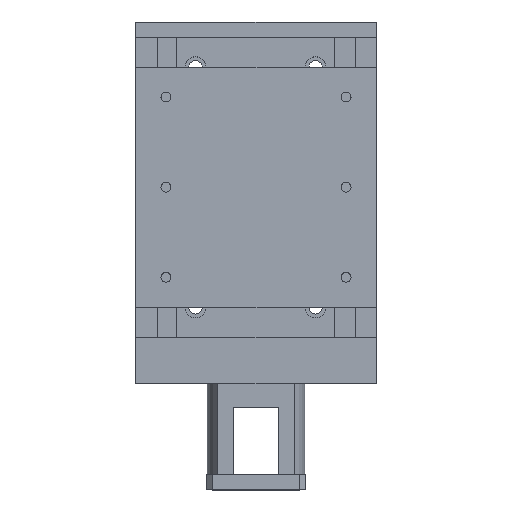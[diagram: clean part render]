
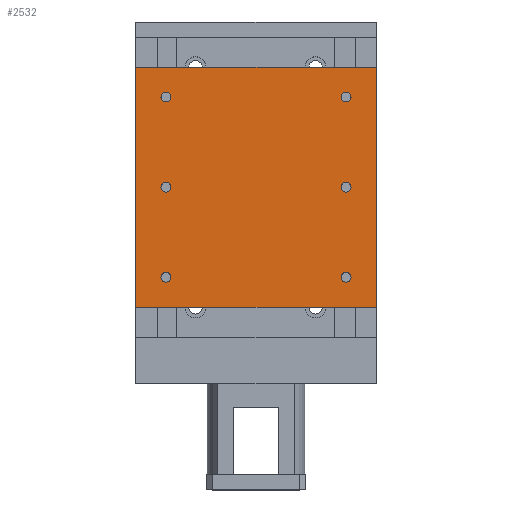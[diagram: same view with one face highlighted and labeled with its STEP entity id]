
A CAD part, top view. The second image highlights one B-rep face of the part: STEP entity #2532.
In plain terms, the highlighted planar face has unit normal (0, 0, 1).
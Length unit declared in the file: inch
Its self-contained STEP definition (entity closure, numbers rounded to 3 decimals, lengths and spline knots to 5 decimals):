
#1818=CARTESIAN_POINT('',(-1.418,-1.5,0.45538));
#1819=VERTEX_POINT('',#1818);
#1835=CARTESIAN_POINT('',(-1.582,-1.5,0.45538));
#1836=VERTEX_POINT('',#1835);
#1843=CARTESIAN_POINT('',(-1.5,-1.5,0.45538));
#1844=DIRECTION('',(0.0,0.0,-1.0));
#1845=DIRECTION('',(1.0,0.0,0.0));
#1846=AXIS2_PLACEMENT_3D('',#1843,#1844,#1845);
#1847=CIRCLE('',#1846,0.082);
#1848=EDGE_CURVE('',#1819,#1836,#1847,.T.);
#1881=CARTESIAN_POINT('',(1.582,1.5,0.45538));
#1882=VERTEX_POINT('',#1881);
#1898=CARTESIAN_POINT('',(1.418,1.5,0.45538));
#1899=VERTEX_POINT('',#1898);
#1906=CARTESIAN_POINT('',(1.5,1.5,0.45538));
#1907=DIRECTION('',(0.0,0.0,-1.0));
#1908=DIRECTION('',(1.0,0.0,0.0));
#1909=AXIS2_PLACEMENT_3D('',#1906,#1907,#1908);
#1910=CIRCLE('',#1909,0.082);
#1911=EDGE_CURVE('',#1882,#1899,#1910,.T.);
#1944=CARTESIAN_POINT('',(1.582,-1.5,0.45538));
#1945=VERTEX_POINT('',#1944);
#1961=CARTESIAN_POINT('',(1.418,-1.5,0.45538));
#1962=VERTEX_POINT('',#1961);
#1969=CARTESIAN_POINT('',(1.5,-1.5,0.45538));
#1970=DIRECTION('',(0.0,0.0,-1.0));
#1971=DIRECTION('',(1.0,0.0,0.0));
#1972=AXIS2_PLACEMENT_3D('',#1969,#1970,#1971);
#1973=CIRCLE('',#1972,0.082);
#1974=EDGE_CURVE('',#1945,#1962,#1973,.T.);
#2007=CARTESIAN_POINT('',(-1.418,0.0,0.45538));
#2008=VERTEX_POINT('',#2007);
#2024=CARTESIAN_POINT('',(-1.582,0.,0.45538));
#2025=VERTEX_POINT('',#2024);
#2032=CARTESIAN_POINT('',(-1.5,0.0,0.45538));
#2033=DIRECTION('',(0.0,0.0,-1.0));
#2034=DIRECTION('',(1.0,0.0,0.0));
#2035=AXIS2_PLACEMENT_3D('',#2032,#2033,#2034);
#2036=CIRCLE('',#2035,0.082);
#2037=EDGE_CURVE('',#2008,#2025,#2036,.T.);
#2070=CARTESIAN_POINT('',(1.582,0.0,0.45538));
#2071=VERTEX_POINT('',#2070);
#2087=CARTESIAN_POINT('',(1.418,0.,0.45538));
#2088=VERTEX_POINT('',#2087);
#2095=CARTESIAN_POINT('',(1.5,0.0,0.45538));
#2096=DIRECTION('',(0.0,0.0,-1.0));
#2097=DIRECTION('',(1.0,0.0,0.0));
#2098=AXIS2_PLACEMENT_3D('',#2095,#2096,#2097);
#2099=CIRCLE('',#2098,0.082);
#2100=EDGE_CURVE('',#2071,#2088,#2099,.T.);
#2133=CARTESIAN_POINT('',(-1.418,1.5,0.45538));
#2134=VERTEX_POINT('',#2133);
#2150=CARTESIAN_POINT('',(-1.582,1.5,0.45538));
#2151=VERTEX_POINT('',#2150);
#2158=CARTESIAN_POINT('',(-1.5,1.5,0.45538));
#2159=DIRECTION('',(0.0,0.0,-1.0));
#2160=DIRECTION('',(1.0,0.0,0.0));
#2161=AXIS2_PLACEMENT_3D('',#2158,#2159,#2160);
#2162=CIRCLE('',#2161,0.082);
#2163=EDGE_CURVE('',#2134,#2151,#2162,.T.);
#2195=CARTESIAN_POINT('',(-1.5,1.5,0.45538));
#2196=DIRECTION('',(0.0,0.0,-1.0));
#2197=DIRECTION('',(1.0,0.0,0.0));
#2198=AXIS2_PLACEMENT_3D('',#2195,#2196,#2197);
#2199=CIRCLE('',#2198,0.082);
#2200=EDGE_CURVE('',#2151,#2134,#2199,.T.);
#2240=CARTESIAN_POINT('',(1.5,0.0,0.45538));
#2241=DIRECTION('',(0.0,0.0,-1.0));
#2242=DIRECTION('',(1.0,0.0,0.0));
#2243=AXIS2_PLACEMENT_3D('',#2240,#2241,#2242);
#2244=CIRCLE('',#2243,0.082);
#2245=EDGE_CURVE('',#2088,#2071,#2244,.T.);
#2285=CARTESIAN_POINT('',(-1.5,0.0,0.45538));
#2286=DIRECTION('',(0.0,0.0,-1.0));
#2287=DIRECTION('',(1.0,0.0,0.0));
#2288=AXIS2_PLACEMENT_3D('',#2285,#2286,#2287);
#2289=CIRCLE('',#2288,0.082);
#2290=EDGE_CURVE('',#2025,#2008,#2289,.T.);
#2330=CARTESIAN_POINT('',(1.5,-1.5,0.45538));
#2331=DIRECTION('',(0.0,0.0,-1.0));
#2332=DIRECTION('',(1.0,0.0,0.0));
#2333=AXIS2_PLACEMENT_3D('',#2330,#2331,#2332);
#2334=CIRCLE('',#2333,0.082);
#2335=EDGE_CURVE('',#1962,#1945,#2334,.T.);
#2375=CARTESIAN_POINT('',(1.5,1.5,0.45538));
#2376=DIRECTION('',(0.0,0.0,-1.0));
#2377=DIRECTION('',(1.0,0.0,0.0));
#2378=AXIS2_PLACEMENT_3D('',#2375,#2376,#2377);
#2379=CIRCLE('',#2378,0.082);
#2380=EDGE_CURVE('',#1899,#1882,#2379,.T.);
#2420=CARTESIAN_POINT('',(-1.5,-1.5,0.45538));
#2421=DIRECTION('',(0.0,0.0,-1.0));
#2422=DIRECTION('',(1.0,0.0,0.0));
#2423=AXIS2_PLACEMENT_3D('',#2420,#2421,#2422);
#2424=CIRCLE('',#2423,0.082);
#2425=EDGE_CURVE('',#1836,#1819,#2424,.T.);
#2445=CARTESIAN_POINT('',(2.0,2.0,0.45538));
#2446=VERTEX_POINT('',#2445);
#2453=CARTESIAN_POINT('',(2.0,-2.0,0.45538));
#2454=VERTEX_POINT('',#2453);
#2455=CARTESIAN_POINT('',(2.0,-2.0,0.45538));
#2456=DIRECTION('',(0.0,1.0,0.0));
#2457=VECTOR('',#2456,4.0);
#2458=LINE('',#2455,#2457);
#2459=EDGE_CURVE('',#2454,#2446,#2458,.T.);
#2478=CARTESIAN_POINT('',(2.0,-2.0,0.45538));
#2479=DIRECTION('',(0.0,0.0,1.0));
#2480=DIRECTION('',(1.0,0.0,0.0));
#2481=AXIS2_PLACEMENT_3D('',#2478,#2479,#2480);
#2482=PLANE('',#2481);
#2483=CARTESIAN_POINT('',(-2.0,2.0,0.45538));
#2484=VERTEX_POINT('',#2483);
#2485=CARTESIAN_POINT('',(2.0,2.0,0.45538));
#2486=DIRECTION('',(-1.0,0.0,0.0));
#2487=VECTOR('',#2486,4.0);
#2488=LINE('',#2485,#2487);
#2489=EDGE_CURVE('',#2446,#2484,#2488,.T.);
#2490=ORIENTED_EDGE('',*,*,#2489,.T.);
#2491=CARTESIAN_POINT('',(-2.0,-2.0,0.45538));
#2492=VERTEX_POINT('',#2491);
#2493=CARTESIAN_POINT('',(-2.0,-2.0,0.45538));
#2494=DIRECTION('',(0.0,1.0,0.0));
#2495=VECTOR('',#2494,4.0);
#2496=LINE('',#2493,#2495);
#2497=EDGE_CURVE('',#2492,#2484,#2496,.T.);
#2498=ORIENTED_EDGE('',*,*,#2497,.F.);
#2499=CARTESIAN_POINT('',(2.0,-2.0,0.45538));
#2500=DIRECTION('',(-1.0,0.0,0.0));
#2501=VECTOR('',#2500,4.0);
#2502=LINE('',#2499,#2501);
#2503=EDGE_CURVE('',#2454,#2492,#2502,.T.);
#2504=ORIENTED_EDGE('',*,*,#2503,.F.);
#2505=ORIENTED_EDGE('',*,*,#2459,.T.);
#2506=EDGE_LOOP('',(#2490,#2498,#2504,#2505));
#2507=FACE_OUTER_BOUND('',#2506,.T.);
#2508=ORIENTED_EDGE('',*,*,#2163,.T.);
#2509=ORIENTED_EDGE('',*,*,#2200,.T.);
#2510=EDGE_LOOP('',(#2508,#2509));
#2511=FACE_BOUND('',#2510,.T.);
#2512=ORIENTED_EDGE('',*,*,#2100,.T.);
#2513=ORIENTED_EDGE('',*,*,#2245,.T.);
#2514=EDGE_LOOP('',(#2512,#2513));
#2515=FACE_BOUND('',#2514,.T.);
#2516=ORIENTED_EDGE('',*,*,#2037,.T.);
#2517=ORIENTED_EDGE('',*,*,#2290,.T.);
#2518=EDGE_LOOP('',(#2516,#2517));
#2519=FACE_BOUND('',#2518,.T.);
#2520=ORIENTED_EDGE('',*,*,#1974,.T.);
#2521=ORIENTED_EDGE('',*,*,#2335,.T.);
#2522=EDGE_LOOP('',(#2520,#2521));
#2523=FACE_BOUND('',#2522,.T.);
#2524=ORIENTED_EDGE('',*,*,#1911,.T.);
#2525=ORIENTED_EDGE('',*,*,#2380,.T.);
#2526=EDGE_LOOP('',(#2524,#2525));
#2527=FACE_BOUND('',#2526,.T.);
#2528=ORIENTED_EDGE('',*,*,#1848,.T.);
#2529=ORIENTED_EDGE('',*,*,#2425,.T.);
#2530=EDGE_LOOP('',(#2528,#2529));
#2531=FACE_BOUND('',#2530,.T.);
#2532=ADVANCED_FACE('',(#2507,#2511,#2515,#2519,#2523,#2527,#2531),#2482,.T.);
